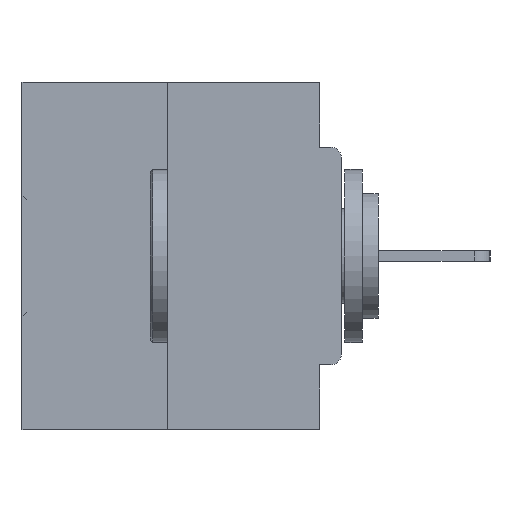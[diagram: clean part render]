
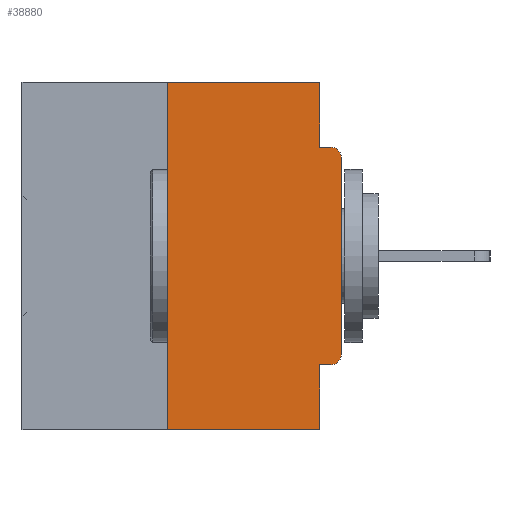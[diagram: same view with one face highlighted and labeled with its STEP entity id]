
A CAD part, left-side view. The second image highlights one B-rep face of the part: STEP entity #38880.
In plain terms, the highlighted planar face has unit normal (-1, 0, 0).
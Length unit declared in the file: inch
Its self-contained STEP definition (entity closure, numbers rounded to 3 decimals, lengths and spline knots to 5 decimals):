
#903 = ORIENTED_EDGE ( 'NONE', *, *, #25567, .F. ) ;
#981 = CARTESIAN_POINT ( 'NONE',  ( 0., 0.031, -0.5 ) ) ;
#1055 = CARTESIAN_POINT ( 'NONE',  ( 0., 0.46, -0.5 ) ) ;
#1057 = LINE ( 'NONE', #10629, #16209 ) ;
#1481 = DIRECTION ( 'NONE',  ( 1., 0., 0. ) ) ;
#2378 = VECTOR ( 'NONE', #15868, 39.37008 ) ;
#2486 = VERTEX_POINT ( 'NONE', #5933 ) ;
#3968 = CARTESIAN_POINT ( 'NONE',  ( 0., 0., -0.0935 ) ) ;
#4284 = VERTEX_POINT ( 'NONE', #34916 ) ;
#5933 = CARTESIAN_POINT ( 'NONE',  ( 0., 0.25, -0.5 ) ) ;
#6020 = DIRECTION ( 'NONE',  ( 0., 0., -1. ) ) ;
#6895 = CARTESIAN_POINT ( 'NONE',  ( 0., 0.031, -0.5 ) ) ;
#9091 = ORIENTED_EDGE ( 'NONE', *, *, #25647, .F. ) ;
#9850 = CARTESIAN_POINT ( 'NONE',  ( 0., 0.031, -0.4065 ) ) ;
#9951 = CARTESIAN_POINT ( 'NONE',  ( 0., 0., -0.4065 ) ) ;
#10629 = CARTESIAN_POINT ( 'NONE',  ( 0., 0., 0. ) ) ;
#10776 = ORIENTED_EDGE ( 'NONE', *, *, #31101, .F. ) ;
#11013 = VECTOR ( 'NONE', #31739, 39.37008 ) ;
#11750 = DIRECTION ( 'NONE',  ( 0., 0., -1. ) ) ;
#11906 = VERTEX_POINT ( 'NONE', #35509 ) ;
#12869 = PLANE ( 'NONE',  #23988 ) ;
#13387 = DIRECTION ( 'NONE',  ( 0., 0., -1. ) ) ;
#13427 = ORIENTED_EDGE ( 'NONE', *, *, #38465, .F. ) ;
#14684 = CIRCLE ( 'NONE', #29809, 0.015 ) ;
#14787 = EDGE_CURVE ( 'NONE', #36253, #20580, #1057, .T. ) ;
#14912 = CARTESIAN_POINT ( 'NONE',  ( 0., 0.031, 0. ) ) ;
#15868 = DIRECTION ( 'NONE',  ( 0., 1., 0. ) ) ;
#16008 = LINE ( 'NONE', #1055, #30827 ) ;
#16209 = VECTOR ( 'NONE', #31917, 39.37008 ) ;
#16835 = VERTEX_POINT ( 'NONE', #31859 ) ;
#17667 = ORIENTED_EDGE ( 'NONE', *, *, #26268, .T. ) ;
#17748 = FACE_OUTER_BOUND ( 'NONE', #30799, .T. ) ;
#18189 = DIRECTION ( 'NONE',  ( -1., 0., 0. ) ) ;
#18446 = VECTOR ( 'NONE', #25216, 39.37008 ) ;
#18544 = DIRECTION ( 'NONE',  ( 0., 0., -1. ) ) ;
#19058 = CIRCLE ( 'NONE', #23109, 0.015 ) ;
#19346 = CARTESIAN_POINT ( 'NONE',  ( 0., 0.46, 0. ) ) ;
#20187 = LINE ( 'NONE', #38313, #34499 ) ;
#20580 = VERTEX_POINT ( 'NONE', #31361 ) ;
#20771 = ORIENTED_EDGE ( 'NONE', *, *, #14787, .T. ) ;
#21268 = VERTEX_POINT ( 'NONE', #14912 ) ;
#22089 = CARTESIAN_POINT ( 'NONE',  ( 0., 0.25, 0. ) ) ;
#22646 = DIRECTION ( 'NONE',  ( 0., -1., 0. ) ) ;
#23109 = AXIS2_PLACEMENT_3D ( 'NONE', #29594, #29728, #11750 ) ;
#23926 = EDGE_CURVE ( 'NONE', #20580, #16835, #19058, .T. ) ;
#23988 = AXIS2_PLACEMENT_3D ( 'NONE', #19346, #1481, #13387 ) ;
#24029 = EDGE_CURVE ( 'NONE', #2486, #25342, #39061, .T. ) ;
#24192 = CARTESIAN_POINT ( 'NONE',  ( 0., 0.015, -0.3915 ) ) ;
#24229 = EDGE_CURVE ( 'NONE', #35055, #27518, #34315, .T. ) ;
#25216 = DIRECTION ( 'NONE',  ( 0., -1., 0. ) ) ;
#25342 = VERTEX_POINT ( 'NONE', #34300 ) ;
#25567 = EDGE_CURVE ( 'NONE', #21268, #4284, #34652, .T. ) ;
#25647 = EDGE_CURVE ( 'NONE', #4284, #16835, #28942, .T. ) ;
#26237 = VECTOR ( 'NONE', #37353, 39.37008 ) ;
#26268 = EDGE_CURVE ( 'NONE', #2486, #27518, #16008, .T. ) ;
#26526 = ORIENTED_EDGE ( 'NONE', *, *, #35483, .T. ) ;
#27518 = VERTEX_POINT ( 'NONE', #6895 ) ;
#28942 = LINE ( 'NONE', #3968, #18446 ) ;
#29594 = CARTESIAN_POINT ( 'NONE',  ( 0., 0.015, -0.1085 ) ) ;
#29603 = ORIENTED_EDGE ( 'NONE', *, *, #24029, .F. ) ;
#29728 = DIRECTION ( 'NONE',  ( -1., 0., 0. ) ) ;
#29809 = AXIS2_PLACEMENT_3D ( 'NONE', #24192, #18189, #6020 ) ;
#30799 = EDGE_LOOP ( 'NONE', ( #13427, #29603, #17667, #33878, #10776, #26526, #20771, #33020, #9091, #903 ) ) ;
#30827 = VECTOR ( 'NONE', #22646, 39.37008 ) ;
#31087 = CARTESIAN_POINT ( 'NONE',  ( 0., 0., -0.3915 ) ) ;
#31101 = EDGE_CURVE ( 'NONE', #11906, #35055, #31877, .T. ) ;
#31361 = CARTESIAN_POINT ( 'NONE',  ( 0., 0., -0.1085 ) ) ;
#31739 = DIRECTION ( 'NONE',  ( 0., 0., 1. ) ) ;
#31859 = CARTESIAN_POINT ( 'NONE',  ( 0., 0.015, -0.0935 ) ) ;
#31877 = LINE ( 'NONE', #9951, #2378 ) ;
#31917 = DIRECTION ( 'NONE',  ( 0., 0., 1. ) ) ;
#33020 = ORIENTED_EDGE ( 'NONE', *, *, #23926, .T. ) ;
#33878 = ORIENTED_EDGE ( 'NONE', *, *, #24229, .F. ) ;
#34300 = CARTESIAN_POINT ( 'NONE',  ( 0., 0.25, 0. ) ) ;
#34315 = LINE ( 'NONE', #981, #26237 ) ;
#34499 = VECTOR ( 'NONE', #38184, 39.37008 ) ;
#34652 = LINE ( 'NONE', #39157, #38473 ) ;
#34916 = CARTESIAN_POINT ( 'NONE',  ( 0., 0.031, -0.0935 ) ) ;
#35055 = VERTEX_POINT ( 'NONE', #9850 ) ;
#35483 = EDGE_CURVE ( 'NONE', #11906, #36253, #14684, .T. ) ;
#35509 = CARTESIAN_POINT ( 'NONE',  ( 0., 0.015, -0.4065 ) ) ;
#36253 = VERTEX_POINT ( 'NONE', #31087 ) ;
#37353 = DIRECTION ( 'NONE',  ( 0., 0., -1. ) ) ;
#38184 = DIRECTION ( 'NONE',  ( 0., -1., 0. ) ) ;
#38313 = CARTESIAN_POINT ( 'NONE',  ( 0., 0.46, 0. ) ) ;
#38465 = EDGE_CURVE ( 'NONE', #25342, #21268, #20187, .T. ) ;
#38473 = VECTOR ( 'NONE', #18544, 39.37008 ) ;
#38880 = ADVANCED_FACE ( 'NONE', ( #17748 ), #12869, .F. ) ;
#39061 = LINE ( 'NONE', #22089, #11013 ) ;
#39157 = CARTESIAN_POINT ( 'NONE',  ( 0., 0.031, 0. ) ) ;
